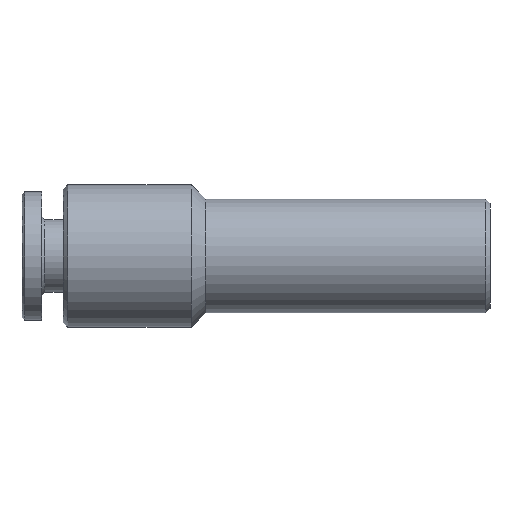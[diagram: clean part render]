
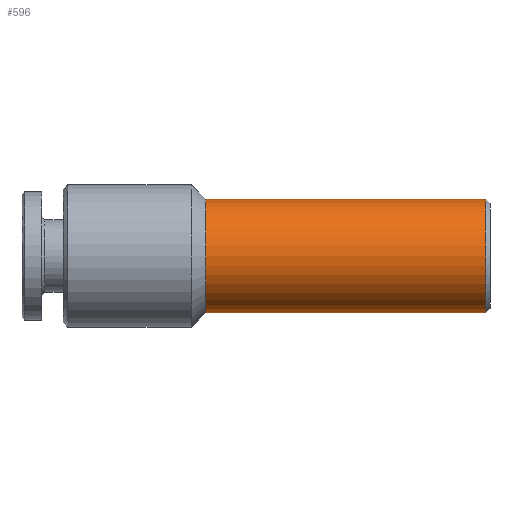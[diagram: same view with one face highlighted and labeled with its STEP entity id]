
A CAD part, left-side view. The second image highlights one B-rep face of the part: STEP entity #596.
In plain terms, the highlighted cylindrical face has radius 4 mm (diameter 8 mm), a partial arc.
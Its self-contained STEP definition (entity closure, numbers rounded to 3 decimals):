
#9 = DIRECTION ( 'NONE',  ( 0., 0., -1. ) ) ;
#12 = CARTESIAN_POINT ( 'NONE',  ( 0., 0.3, 0. ) ) ;
#80 = DIRECTION ( 'NONE',  ( 0., -1., 0. ) ) ;
#158 = EDGE_LOOP ( 'NONE', ( #703, #558, #522, #678 ) ) ;
#192 = FACE_OUTER_BOUND ( 'NONE', #158, .T. ) ;
#194 = LINE ( 'NONE', #783, #923 ) ;
#212 = CYLINDRICAL_SURFACE ( 'NONE', #944, 4. ) ;
#373 = CARTESIAN_POINT ( 'NONE',  ( 0., 20., 4. ) ) ;
#380 = CARTESIAN_POINT ( 'NONE',  ( 0., 0.3, -4. ) ) ;
#406 = CARTESIAN_POINT ( 'NONE',  ( 0., 20., -4. ) ) ;
#434 = CARTESIAN_POINT ( 'NONE',  ( 0., 0.3, 4. ) ) ;
#497 = LINE ( 'NONE', #743, #895 ) ;
#522 = ORIENTED_EDGE ( 'NONE', *, *, #579, .T. ) ;
#558 = ORIENTED_EDGE ( 'NONE', *, *, #573, .T. ) ;
#565 = EDGE_CURVE ( 'NONE', #654, #684, #892, .T. ) ;
#573 = EDGE_CURVE ( 'NONE', #652, #701, #896, .T. ) ;
#577 = EDGE_CURVE ( 'NONE', #652, #654, #194, .T. ) ;
#579 = EDGE_CURVE ( 'NONE', #701, #684, #497, .T. ) ;
#596 = ADVANCED_FACE ( 'NONE', ( #192 ), #212, .T. ) ;
#652 = VERTEX_POINT ( 'NONE', #373 ) ;
#654 = VERTEX_POINT ( 'NONE', #434 ) ;
#678 = ORIENTED_EDGE ( 'NONE', *, *, #565, .F. ) ;
#684 = VERTEX_POINT ( 'NONE', #380 ) ;
#701 = VERTEX_POINT ( 'NONE', #406 ) ;
#703 = ORIENTED_EDGE ( 'NONE', *, *, #577, .F. ) ;
#711 = DIRECTION ( 'NONE',  ( 0., -1., 0. ) ) ;
#722 = CARTESIAN_POINT ( 'NONE',  ( 0., -7.806, 0. ) ) ;
#743 = CARTESIAN_POINT ( 'NONE',  ( 0., -7.806, -4. ) ) ;
#748 = DIRECTION ( 'NONE',  ( 0., -1., 0. ) ) ;
#766 = CARTESIAN_POINT ( 'NONE',  ( 0., 20., 0. ) ) ;
#767 = DIRECTION ( 'NONE',  ( 0., 0., -1. ) ) ;
#769 = DIRECTION ( 'NONE',  ( 0., -1., 0. ) ) ;
#770 = DIRECTION ( 'NONE',  ( 0., 0., -1. ) ) ;
#779 = DIRECTION ( 'NONE',  ( 0., -1., 0. ) ) ;
#783 = CARTESIAN_POINT ( 'NONE',  ( 0., -7.806, 4. ) ) ;
#892 = CIRCLE ( 'NONE', #935, 4. ) ;
#895 = VECTOR ( 'NONE', #711, 1000. ) ;
#896 = CIRCLE ( 'NONE', #958, 4. ) ;
#923 = VECTOR ( 'NONE', #769, 1000. ) ;
#935 = AXIS2_PLACEMENT_3D ( 'NONE', #12, #80, #9 ) ;
#944 = AXIS2_PLACEMENT_3D ( 'NONE', #722, #779, #767 ) ;
#958 = AXIS2_PLACEMENT_3D ( 'NONE', #766, #748, #770 ) ;
